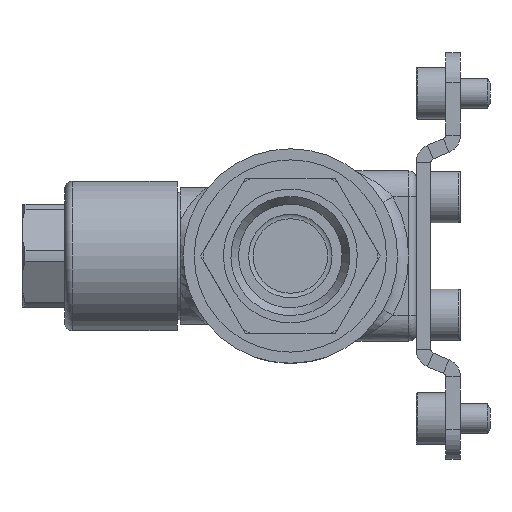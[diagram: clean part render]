
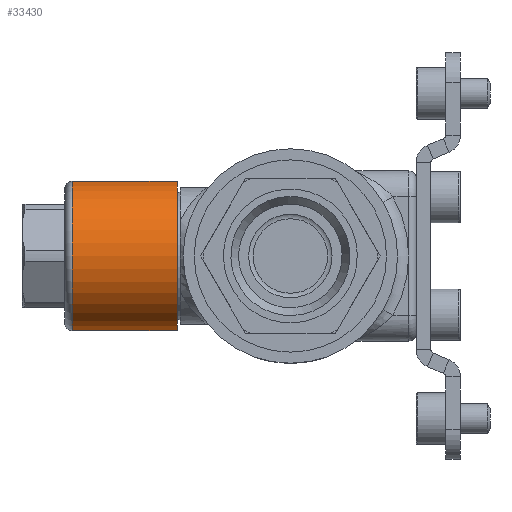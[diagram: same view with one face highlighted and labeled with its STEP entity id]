
A CAD part, left-side view. The second image highlights one B-rep face of the part: STEP entity #33430.
In plain terms, the highlighted cylindrical face has radius 10.1 mm (diameter 20.2 mm), a full revolution.
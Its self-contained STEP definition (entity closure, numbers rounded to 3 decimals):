
#2495=CYLINDRICAL_SURFACE('',#36739,10.1);
#4509=FACE_OUTER_BOUND('',#6613,.T.);
#6613=EDGE_LOOP('',(#22888,#22889,#22890,#22891,#22892,#22893));
#8598=LINE('',#53990,#10145);
#10145=VECTOR('',#43008,10.1);
#12084=CIRCLE('',#36724,10.1);
#12085=CIRCLE('',#36725,10.1);
#12089=CIRCLE('',#36731,10.1);
#12090=CIRCLE('',#36732,10.1);
#14199=VERTEX_POINT('',#53951);
#14200=VERTEX_POINT('',#53952);
#14206=VERTEX_POINT('',#53971);
#14207=VERTEX_POINT('',#53972);
#17648=EDGE_CURVE('',#14199,#14200,#12084,.T.);
#17649=EDGE_CURVE('',#14200,#14199,#12085,.T.);
#17655=EDGE_CURVE('',#14206,#14207,#12089,.T.);
#17656=EDGE_CURVE('',#14207,#14206,#12090,.T.);
#17664=EDGE_CURVE('',#14206,#14200,#8598,.T.);
#22888=ORIENTED_EDGE('',*,*,#17655,.T.);
#22889=ORIENTED_EDGE('',*,*,#17656,.T.);
#22890=ORIENTED_EDGE('',*,*,#17664,.T.);
#22891=ORIENTED_EDGE('',*,*,#17648,.F.);
#22892=ORIENTED_EDGE('',*,*,#17649,.F.);
#22893=ORIENTED_EDGE('',*,*,#17664,.F.);
#33430=ADVANCED_FACE('',(#4509),#2495,.T.);
#36724=AXIS2_PLACEMENT_3D('',#53953,#42974,#42975);
#36725=AXIS2_PLACEMENT_3D('',#53954,#42976,#42977);
#36731=AXIS2_PLACEMENT_3D('',#53973,#42988,#42989);
#36732=AXIS2_PLACEMENT_3D('',#53974,#42990,#42991);
#36739=AXIS2_PLACEMENT_3D('',#53989,#43006,#43007);
#42974=DIRECTION('center_axis',(0.,-1.,0.));
#42975=DIRECTION('ref_axis',(1.,0.,0.));
#42976=DIRECTION('center_axis',(0.,-1.,0.));
#42977=DIRECTION('ref_axis',(1.,0.,0.));
#42988=DIRECTION('center_axis',(0.,-1.,0.));
#42989=DIRECTION('ref_axis',(1.,0.,0.));
#42990=DIRECTION('center_axis',(0.,-1.,0.));
#42991=DIRECTION('ref_axis',(1.,0.,0.));
#43006=DIRECTION('center_axis',(0.,1.,0.));
#43007=DIRECTION('ref_axis',(-1.,0.,0.));
#43008=DIRECTION('',(0.,-1.,0.));
#53951=CARTESIAN_POINT('',(-10.1,15.3,0.));
#53952=CARTESIAN_POINT('',(10.1,15.3,0.));
#53953=CARTESIAN_POINT('Origin',(0.,15.3,0.));
#53954=CARTESIAN_POINT('Origin',(0.,15.3,0.));
#53971=CARTESIAN_POINT('',(10.1,29.5,0.));
#53972=CARTESIAN_POINT('',(-10.1,29.5,0.));
#53973=CARTESIAN_POINT('Origin',(0.,29.5,0.));
#53974=CARTESIAN_POINT('Origin',(0.,29.5,0.));
#53989=CARTESIAN_POINT('Origin',(0.,14.3,0.));
#53990=CARTESIAN_POINT('',(10.1,14.3,0.));
